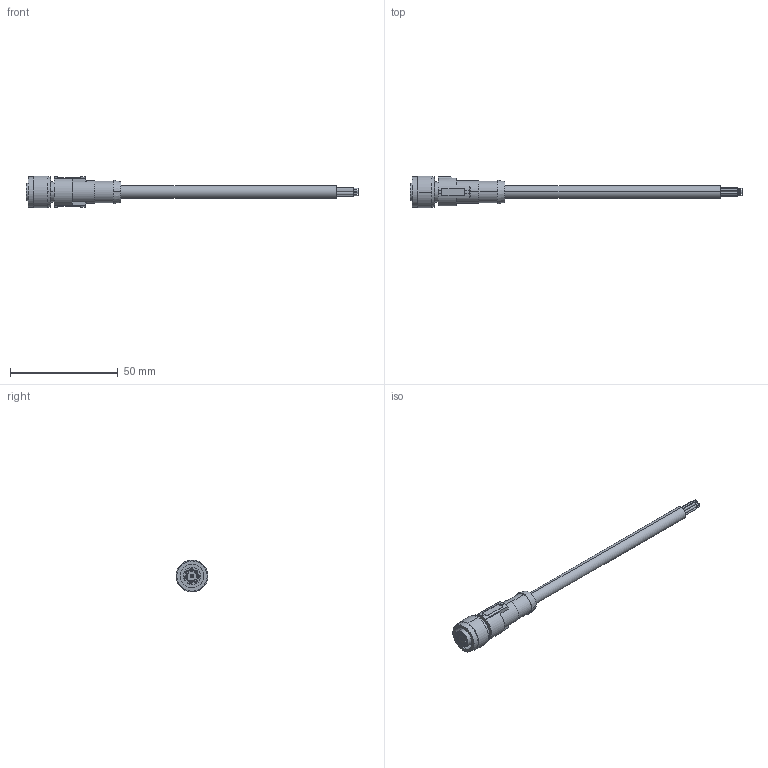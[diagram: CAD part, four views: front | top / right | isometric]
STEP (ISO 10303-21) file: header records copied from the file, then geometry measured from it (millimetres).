
FILE_DESCRIPTION(('SolidDesigner STEP Export'),'2;1');
FILE_NAME('1415726_SAC_8P_5.0_PVC_M12FS-select.stp','2015-01-28T11:55:02',(''),(''),'Creo Elements/Direct Modeling STEP processor for AP214 (Solid Model)','Creo Elements/Direct Modeling 18.1B 29-Sep-2012 (C) Parametric Technology GmbH','');
FILE_SCHEMA(('AUTOMOTIVE_DESIGN { 1 0 10303 214 1 1 1 1 }'));
Length unit declared in the file: millimetre
Products named in the file (2): 1415726_SAC_8P_5.0_PVC_M12FS-select
Assembly tree (1 placements, depth 2):
  1415726_SAC_8P_5.0_PVC_M12FS-select
    1415726_SAC_8P_5.0_PVC_M12FS-select
Bounding box: 154 x 14.79 x 14.79 mm (x, y, z)
Volume: 7470.7 mm3; surface area: 5027.3 mm2
Topology: 1 solids, 1 shells, 182 faces, 421 edges, 282 vertices
Faces by surface type: cylinder 86, plane 73, cone 23
Entity records: 6748 total; most frequent: CARTESIAN_POINT 1307, ORIENTED_EDGE 842, DIRECTION 775, EDGE_CURVE 421, AXIS2_PLACEMENT_3D 298, VERTEX_POINT 282, EDGE_LOOP 223, COLOUR_RGB 183
